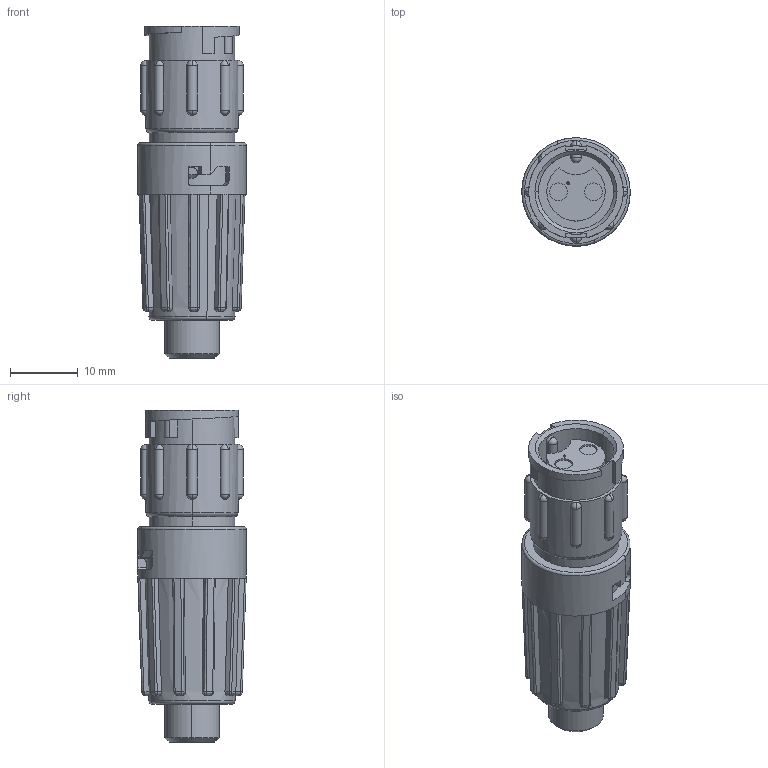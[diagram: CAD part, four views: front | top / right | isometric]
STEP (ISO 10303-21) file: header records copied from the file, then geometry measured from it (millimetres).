
FILE_DESCRIPTION (( 'STEP AP203' ), '1' );
FILE_NAME ('8382-2SG-5XX.STEP', '2021-08-20T20:04:31', ( '' ), ( '' ), 'SwSTEP 2.0', 'SolidWorks 2020', '' );
FILE_SCHEMA (( 'CONFIG_CONTROL_DESIGN' ));
Length unit declared in the file: millimetre
Products named in the file (1): 8382-2SG-5XX
Bounding box: 16 x 16 x 49.03 mm (x, y, z)
Volume: 6396.7 mm3; surface area: 3531.5 mm2
Topology: 1 solids, 1 shells, 281 faces, 791 edges, 467 vertices
Faces by surface type: plane 84, bspline 82, cylinder 69, sphere 34, cone 6, torus 6
Entity records: 15772 total; most frequent: CARTESIAN_POINT 9679, ORIENTED_EDGE 1400, DIRECTION 1055, EDGE_CURVE 700, VERTEX_POINT 430, AXIS2_PLACEMENT_3D 415, EDGE_LOOP 294, ADVANCED_FACE 281
